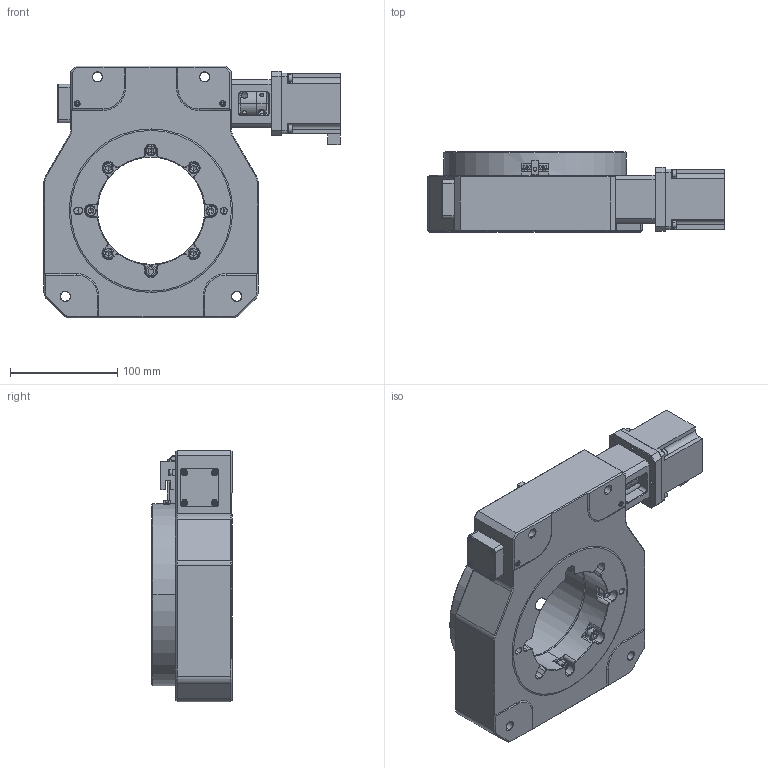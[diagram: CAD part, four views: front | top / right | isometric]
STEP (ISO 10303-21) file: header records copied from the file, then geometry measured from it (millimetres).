
FILE_DESCRIPTION (( 'STEP AP203' ), '1' );
FILE_NAME ('GR200-90K-OS(00-805020-051).STEP', '2020-12-23T09:31:06', ( '微软用户' ), ( '微软中国' ), 'SwSTEP 2.0', 'SolidWorks 2019', '' );
FILE_SCHEMA (( 'CONFIG_CONTROL_DESIGN' ));
Length unit declared in the file: millimetre
Products named in the file (1): GR200-90K-OS(00-805020-051)
Bounding box: 276.5 x 75 x 235 mm (x, y, z)
Surface area: 224471.6 mm2 (no closed solid volume)
Topology: 0 solids, 60 shells, 797 faces, 2309 edges, 1541 vertices
Faces by surface type: plane 316, cylinder 254, cone 183, torus 44
Entity records: 26973 total; most frequent: CARTESIAN_POINT 5823, DIRECTION 4704, ORIENTED_EDGE 3819, EDGE_CURVE 2283, AXIS2_PLACEMENT_3D 1737, VERTEX_POINT 1541, LINE 1230, VECTOR 1230
